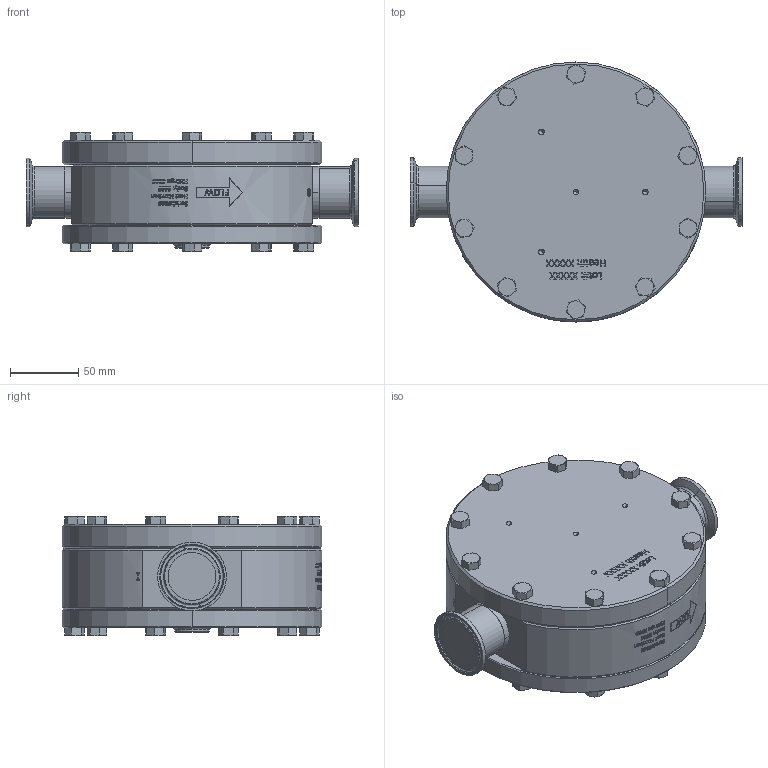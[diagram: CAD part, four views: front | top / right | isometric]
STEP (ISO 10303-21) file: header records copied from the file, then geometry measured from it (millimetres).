
FILE_DESCRIPTION (( 'STEP AP203' ), '1' );
FILE_NAME ('FDO12SHN4 Marketing External Assembly.STEP', '2024-10-30T19:36:08', ( '' ), ( '' ), 'SwSTEP 2.0', 'SolidWorks 2022', '' );
FILE_SCHEMA (( 'CONFIG_CONTROL_DESIGN' ));
Length unit declared in the file: inch
Products named in the file (1): FDO12SHN4 Marketing External Assembly
Bounding box: 243.33 x 190.5 x 87.76 mm (x, y, z)
Volume: 2205790.5 mm3; surface area: 273000.1 mm2
Topology: 25 solids, 29 shells, 3525 faces, 9213 edges, 5911 vertices
Faces by surface type: plane 1651, bspline 1051, cone 448, cylinder 317, torus 58
Entity records: 139710 total; most frequent: CARTESIAN_POINT 60886, ORIENTED_EDGE 18310, DIRECTION 12961, EDGE_CURVE 9155, VERTEX_POINT 5911, VECTOR 4999, LINE 4999, AXIS2_PLACEMENT_3D 3981
